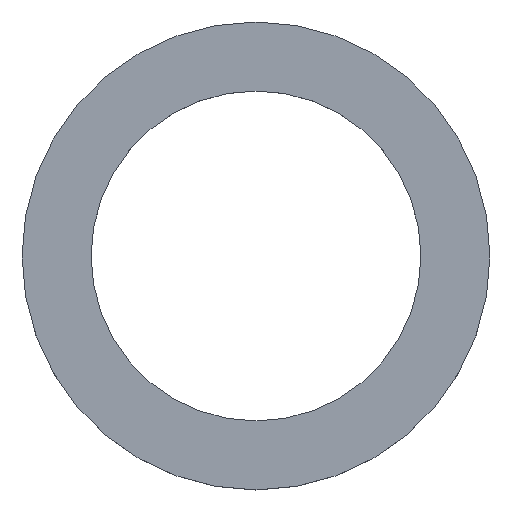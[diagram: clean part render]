
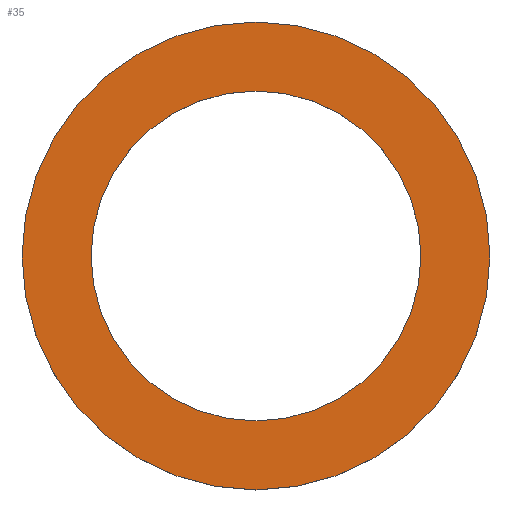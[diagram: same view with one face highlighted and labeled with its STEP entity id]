
A CAD part, top view. The second image highlights one B-rep face of the part: STEP entity #35.
In plain terms, the highlighted planar face has unit normal (0, 0, 1).
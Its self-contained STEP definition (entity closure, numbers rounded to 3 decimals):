
#5 = ORIENTED_EDGE ( 'NONE', *, *, #143, .T. ) ;
#6 = EDGE_CURVE ( 'NONE', #214, #62, #57, .T. ) ;
#9 = CIRCLE ( 'NONE', #205, 10. ) ;
#27 = CARTESIAN_POINT ( 'NONE',  ( 0., 0., 2. ) ) ;
#29 = DIRECTION ( 'NONE',  ( 0., 0., 1. ) ) ;
#32 = CIRCLE ( 'NONE', #172, 7.05 ) ;
#35 = ADVANCED_FACE ( 'NONE', ( #84, #155 ), #102, .T. ) ;
#37 = ORIENTED_EDGE ( 'NONE', *, *, #6, .T. ) ;
#40 = DIRECTION ( 'NONE',  ( 1., 0., 0. ) ) ;
#50 = AXIS2_PLACEMENT_3D ( 'NONE', #106, #114, #105 ) ;
#57 = CIRCLE ( 'NONE', #117, 10. ) ;
#59 = DIRECTION ( 'NONE',  ( 0., 0., 1. ) ) ;
#62 = VERTEX_POINT ( 'NONE', #166 ) ;
#72 = CARTESIAN_POINT ( 'NONE',  ( 0., 0., 2. ) ) ;
#76 = CARTESIAN_POINT ( 'NONE',  ( 7.05, 0., 2. ) ) ;
#77 = AXIS2_PLACEMENT_3D ( 'NONE', #120, #134, #146 ) ;
#78 = VERTEX_POINT ( 'NONE', #76 ) ;
#84 = FACE_OUTER_BOUND ( 'NONE', #178, .T. ) ;
#93 = ORIENTED_EDGE ( 'NONE', *, *, #187, .F. ) ;
#102 = PLANE ( 'NONE',  #50 ) ;
#105 = DIRECTION ( 'NONE',  ( 1., 0., 0. ) ) ;
#106 = CARTESIAN_POINT ( 'NONE',  ( 0., 0., 2. ) ) ;
#114 = DIRECTION ( 'NONE',  ( 0., 0., 1. ) ) ;
#117 = AXIS2_PLACEMENT_3D ( 'NONE', #27, #29, #40 ) ;
#120 = CARTESIAN_POINT ( 'NONE',  ( 0., 0., 2. ) ) ;
#122 = DIRECTION ( 'NONE',  ( 1., 0., 0. ) ) ;
#128 = ORIENTED_EDGE ( 'NONE', *, *, #175, .F. ) ;
#134 = DIRECTION ( 'NONE',  ( 0., 0., 1. ) ) ;
#142 = VERTEX_POINT ( 'NONE', #195 ) ;
#143 = EDGE_CURVE ( 'NONE', #62, #214, #9, .T. ) ;
#146 = DIRECTION ( 'NONE',  ( 1., 0., 0. ) ) ;
#155 = FACE_BOUND ( 'NONE', #162, .T. ) ;
#162 = EDGE_LOOP ( 'NONE', ( #93, #128 ) ) ;
#165 = CARTESIAN_POINT ( 'NONE',  ( -10., 0., 2. ) ) ;
#166 = CARTESIAN_POINT ( 'NONE',  ( 10., 0., 2. ) ) ;
#172 = AXIS2_PLACEMENT_3D ( 'NONE', #210, #208, #212 ) ;
#175 = EDGE_CURVE ( 'NONE', #78, #142, #32, .T. ) ;
#178 = EDGE_LOOP ( 'NONE', ( #37, #5 ) ) ;
#187 = EDGE_CURVE ( 'NONE', #142, #78, #204, .T. ) ;
#195 = CARTESIAN_POINT ( 'NONE',  ( -7.05, 0., 2. ) ) ;
#204 = CIRCLE ( 'NONE', #77, 7.05 ) ;
#205 = AXIS2_PLACEMENT_3D ( 'NONE', #72, #59, #122 ) ;
#208 = DIRECTION ( 'NONE',  ( 0., 0., 1. ) ) ;
#210 = CARTESIAN_POINT ( 'NONE',  ( 0., 0., 2. ) ) ;
#212 = DIRECTION ( 'NONE',  ( 1., 0., 0. ) ) ;
#214 = VERTEX_POINT ( 'NONE', #165 ) ;
